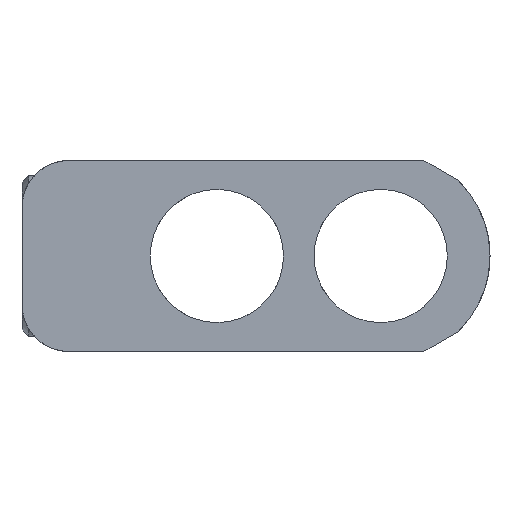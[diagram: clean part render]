
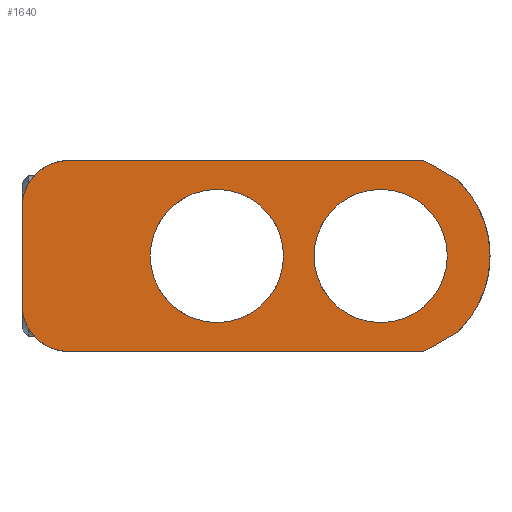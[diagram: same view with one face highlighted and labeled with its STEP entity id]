
A CAD part, left-side view. The second image highlights one B-rep face of the part: STEP entity #1640.
In plain terms, the highlighted planar face has unit normal (-1, 0, 0).
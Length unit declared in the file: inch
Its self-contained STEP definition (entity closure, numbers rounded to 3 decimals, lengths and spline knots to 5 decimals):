
#76=LINE('',#2276,#198);
#93=LINE('',#2348,#215);
#111=LINE('',#2397,#233);
#130=LINE('',#2702,#252);
#176=LINE('',#3280,#298);
#198=VECTOR('',#1835,1.897);
#215=VECTOR('',#1880,1.897);
#233=VECTOR('',#1920,0.20709);
#252=VECTOR('',#1997,0.20709);
#298=VECTOR('',#2165,0.52);
#346=PLANE('',#1787);
#433=FACE_BOUND('',#649,.T.);
#434=FACE_BOUND('',#650,.T.);
#519=FACE_OUTER_BOUND('',#648,.T.);
#648=EDGE_LOOP('',(#1541,#1542,#1543,#1544,#1545,#1546,#1547,#1548));
#649=EDGE_LOOP('',(#1549));
#650=EDGE_LOOP('',(#1550));
#666=CIRCLE('',#1664,0.25);
#678=CIRCLE('',#1681,0.25);
#688=CIRCLE('',#1715,0.5625);
#707=CIRCLE('',#1784,0.356);
#708=CIRCLE('',#1786,0.356);
#731=VERTEX_POINT('',#2273);
#732=VERTEX_POINT('',#2275);
#740=VERTEX_POINT('',#2293);
#752=VERTEX_POINT('',#2345);
#753=VERTEX_POINT('',#2347);
#768=VERTEX_POINT('',#2379);
#773=VERTEX_POINT('',#2395);
#804=VERTEX_POINT('',#2701);
#870=VERTEX_POINT('',#3449);
#871=VERTEX_POINT('',#3452);
#896=EDGE_CURVE('',#732,#731,#76,.T.);
#905=EDGE_CURVE('',#732,#740,#666,.T.);
#924=EDGE_CURVE('',#753,#752,#93,.T.);
#940=EDGE_CURVE('',#768,#752,#678,.T.);
#949=EDGE_CURVE('',#731,#773,#111,.T.);
#991=EDGE_CURVE('',#804,#753,#130,.T.);
#993=EDGE_CURVE('',#773,#804,#688,.T.);
#1081=EDGE_CURVE('',#768,#740,#176,.T.);
#1097=EDGE_CURVE('',#870,#870,#707,.T.);
#1098=EDGE_CURVE('',#871,#871,#708,.T.);
#1541=ORIENTED_EDGE('',*,*,#905,.F.);
#1542=ORIENTED_EDGE('',*,*,#896,.T.);
#1543=ORIENTED_EDGE('',*,*,#949,.T.);
#1544=ORIENTED_EDGE('',*,*,#993,.T.);
#1545=ORIENTED_EDGE('',*,*,#991,.T.);
#1546=ORIENTED_EDGE('',*,*,#924,.T.);
#1547=ORIENTED_EDGE('',*,*,#940,.F.);
#1548=ORIENTED_EDGE('',*,*,#1081,.T.);
#1549=ORIENTED_EDGE('',*,*,#1097,.T.);
#1550=ORIENTED_EDGE('',*,*,#1098,.T.);
#1640=ADVANCED_FACE('',(#519,#433,#434),#346,.T.);
#1664=AXIS2_PLACEMENT_3D('',#2294,#1849,#1850);
#1681=AXIS2_PLACEMENT_3D('',#2380,#1904,#1905);
#1715=AXIS2_PLACEMENT_3D('',#2705,#2001,#2002);
#1784=AXIS2_PLACEMENT_3D('',#3450,#2193,#2194);
#1786=AXIS2_PLACEMENT_3D('',#3453,#2197,#2198);
#1787=AXIS2_PLACEMENT_3D('',#3454,#2199,#2200);
#1835=DIRECTION('',(0.,-1.,0.));
#1849=DIRECTION('center_axis',(1.,0.,0.));
#1850=DIRECTION('ref_axis',(0.,0.707,-0.707));
#1880=DIRECTION('',(0.,1.,0.));
#1904=DIRECTION('center_axis',(1.,0.,0.));
#1905=DIRECTION('ref_axis',(0.,0.707,0.707));
#1920=DIRECTION('',(0.,-0.866,0.5));
#1997=DIRECTION('',(0.,0.866,0.5));
#2001=DIRECTION('center_axis',(-1.,0.,0.));
#2002=DIRECTION('ref_axis',(0.,0.691,0.723));
#2165=DIRECTION('',(0.,0.,-1.));
#2193=DIRECTION('center_axis',(1.,0.,0.));
#2194=DIRECTION('ref_axis',(0.,-1.,0.));
#2197=DIRECTION('center_axis',(1.,0.,0.));
#2198=DIRECTION('ref_axis',(0.,-1.,0.));
#2199=DIRECTION('center_axis',(-1.,0.,0.));
#2200=DIRECTION('ref_axis',(0.,0.,1.));
#2273=CARTESIAN_POINT('',(-6.417,-1.106,-0.51));
#2275=CARTESIAN_POINT('',(-6.417,0.791,-0.51));
#2276=CARTESIAN_POINT('',(-6.417,-1.459,-0.51));
#2293=CARTESIAN_POINT('',(-6.417,1.041,-0.26));
#2294=CARTESIAN_POINT('Origin',(-6.417,0.791,-0.26));
#2345=CARTESIAN_POINT('',(-6.417,0.791,0.51));
#2347=CARTESIAN_POINT('',(-6.417,-1.106,0.51));
#2348=CARTESIAN_POINT('',(-6.417,1.041,0.51));
#2379=CARTESIAN_POINT('',(-6.417,1.041,0.26));
#2380=CARTESIAN_POINT('Origin',(-6.417,0.791,0.26));
#2395=CARTESIAN_POINT('',(-6.417,-1.28535,-0.40646));
#2397=CARTESIAN_POINT('',(-6.417,-0.96972,-0.58868));
#2701=CARTESIAN_POINT('',(-6.417,-1.28535,0.40646));
#2702=CARTESIAN_POINT('',(-6.417,-0.96972,0.58868));
#2705=CARTESIAN_POINT('Origin',(-6.417,-0.8965,0.));
#3280=CARTESIAN_POINT('',(-6.417,1.041,-0.51));
#3449=CARTESIAN_POINT('',(-6.417,-0.519,0.));
#3450=CARTESIAN_POINT('Origin',(-6.417,-0.875,0.));
#3452=CARTESIAN_POINT('',(-6.417,0.356,0.));
#3453=CARTESIAN_POINT('Origin',(-6.417,0.,0.));
#3454=CARTESIAN_POINT('Origin',(-6.417,-0.209,0.));
